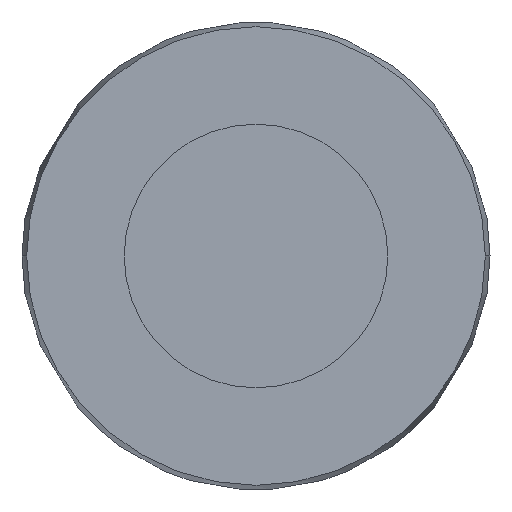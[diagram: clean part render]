
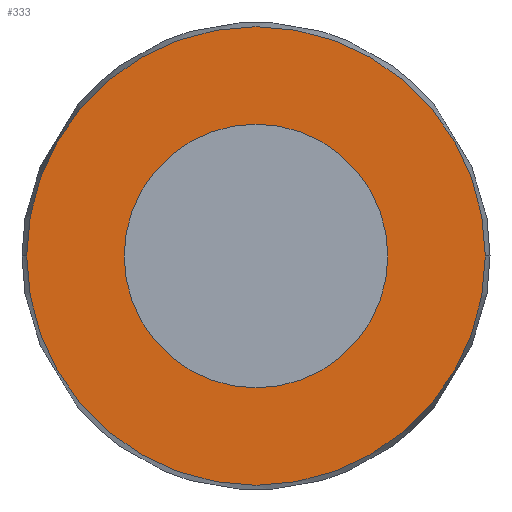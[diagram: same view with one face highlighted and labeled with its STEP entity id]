
A CAD part, front view. The second image highlights one B-rep face of the part: STEP entity #333.
In plain terms, the highlighted planar face has unit normal (0, -1, 0).
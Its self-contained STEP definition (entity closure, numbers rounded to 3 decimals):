
#9 = AXIS2_PLACEMENT_3D ( 'NONE', #561, #12, #67 ) ;
#12 = DIRECTION ( 'NONE',  ( 0., -1., 0. ) ) ;
#30 = DIRECTION ( 'NONE',  ( 0., 0., 1. ) ) ;
#67 = DIRECTION ( 'NONE',  ( 0., 0., -1. ) ) ;
#90 = CARTESIAN_POINT ( 'NONE',  ( 0., 0., -1.15 ) ) ;
#127 = CARTESIAN_POINT ( 'NONE',  ( 0., 0., 0. ) ) ;
#144 = FACE_BOUND ( 'NONE', #174, .T. ) ;
#151 = VERTEX_POINT ( 'NONE', #460 ) ;
#161 = EDGE_CURVE ( 'NONE', #210, #151, #658, .T. ) ;
#174 = EDGE_LOOP ( 'NONE', ( #488, #540 ) ) ;
#197 = DIRECTION ( 'NONE',  ( 0., 1., 0. ) ) ;
#210 = VERTEX_POINT ( 'NONE', #90 ) ;
#270 = CIRCLE ( 'NONE', #9, 1.15 ) ;
#281 = AXIS2_PLACEMENT_3D ( 'NONE', #127, #682, #618 ) ;
#290 = CIRCLE ( 'NONE', #281, 2. ) ;
#333 = ADVANCED_FACE ( 'NONE', ( #144, #472 ), #538, .F. ) ;
#346 = AXIS2_PLACEMENT_3D ( 'NONE', #683, #579, #631 ) ;
#366 = CARTESIAN_POINT ( 'NONE',  ( -1.15, 0., 0. ) ) ;
#397 = CARTESIAN_POINT ( 'NONE',  ( -2., 0., 0. ) ) ;
#436 = AXIS2_PLACEMENT_3D ( 'NONE', #366, #197, #30 ) ;
#437 = VERTEX_POINT ( 'NONE', #397 ) ;
#453 = EDGE_CURVE ( 'NONE', #437, #656, #548, .T. ) ;
#460 = CARTESIAN_POINT ( 'NONE',  ( 0., 0., 1.15 ) ) ;
#472 = FACE_OUTER_BOUND ( 'NONE', #714, .T. ) ;
#478 = EDGE_CURVE ( 'NONE', #151, #210, #270, .T. ) ;
#488 = ORIENTED_EDGE ( 'NONE', *, *, #161, .F. ) ;
#510 = DIRECTION ( 'NONE',  ( 0., 0., -1. ) ) ;
#514 = DIRECTION ( 'NONE',  ( 0., -1., 0. ) ) ;
#515 = CARTESIAN_POINT ( 'NONE',  ( 2., 0., 0. ) ) ;
#538 = PLANE ( 'NONE',  #436 ) ;
#540 = ORIENTED_EDGE ( 'NONE', *, *, #478, .F. ) ;
#548 = CIRCLE ( 'NONE', #635, 2. ) ;
#561 = CARTESIAN_POINT ( 'NONE',  ( 0., 0., 0. ) ) ;
#579 = DIRECTION ( 'NONE',  ( 0., -1., 0. ) ) ;
#590 = ORIENTED_EDGE ( 'NONE', *, *, #637, .T. ) ;
#618 = DIRECTION ( 'NONE',  ( 0., 0., -1. ) ) ;
#631 = DIRECTION ( 'NONE',  ( 0., 0., -1. ) ) ;
#635 = AXIS2_PLACEMENT_3D ( 'NONE', #688, #514, #510 ) ;
#637 = EDGE_CURVE ( 'NONE', #656, #437, #290, .T. ) ;
#639 = ORIENTED_EDGE ( 'NONE', *, *, #453, .T. ) ;
#656 = VERTEX_POINT ( 'NONE', #515 ) ;
#658 = CIRCLE ( 'NONE', #346, 1.15 ) ;
#682 = DIRECTION ( 'NONE',  ( 0., -1., 0. ) ) ;
#683 = CARTESIAN_POINT ( 'NONE',  ( 0., 0., 0. ) ) ;
#688 = CARTESIAN_POINT ( 'NONE',  ( 0., 0., 0. ) ) ;
#714 = EDGE_LOOP ( 'NONE', ( #639, #590 ) ) ;
